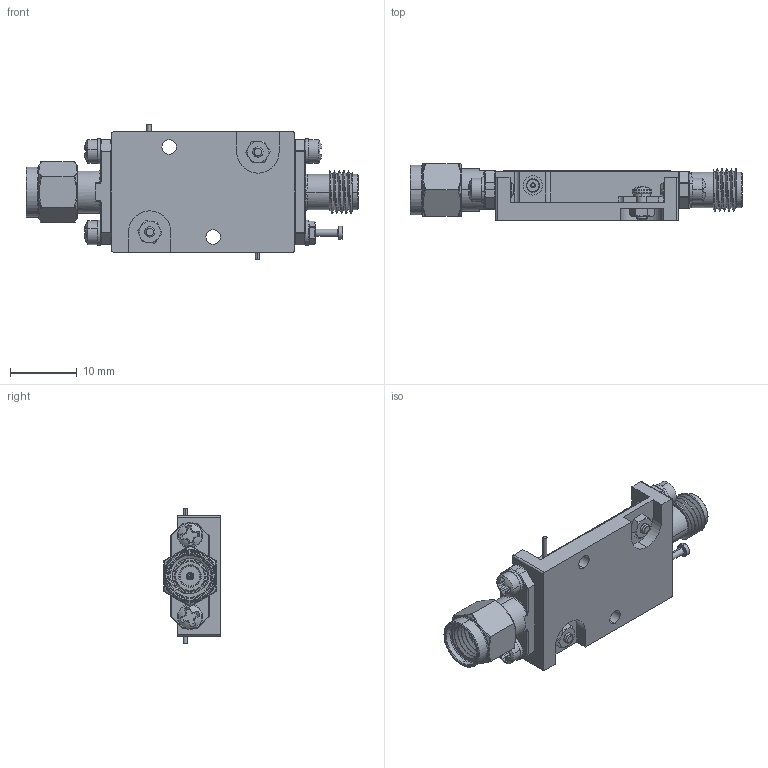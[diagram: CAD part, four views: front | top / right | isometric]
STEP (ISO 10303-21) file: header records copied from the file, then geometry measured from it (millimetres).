
FILE_DESCRIPTION (( 'STEP AP214' ), '1' );
FILE_NAME ('PLNA-9-1G2G-20-SMF.STEP', '2024-07-24T17:24:05', ( '' ), ( '' ), 'SwSTEP 2.0', 'SolidWorks 2023', '' );
FILE_SCHEMA (( 'AUTOMOTIVE_DESIGN' ));
Length unit declared in the file: inch
Products named in the file (1): PLNA-9-1G2G-20-SMF
Bounding box: 49.81 x 8.52 x 20.32 mm (x, y, z)
Volume: 3453.6 mm3; surface area: 4764.8 mm2
Topology: 25 solids, 25 shells, 1129 faces, 3523 edges, 2571 vertices
Faces by surface type: plane 393, cylinder 317, torus 161, cone 122, sphere 77, bspline 59
Entity records: 53518 total; most frequent: CARTESIAN_POINT 15750, ORIENTED_EDGE 6984, DIRECTION 6045, EDGE_CURVE 3492, VERTEX_POINT 2571, AXIS2_PLACEMENT_3D 2244, VECTOR 1557, LINE 1557
